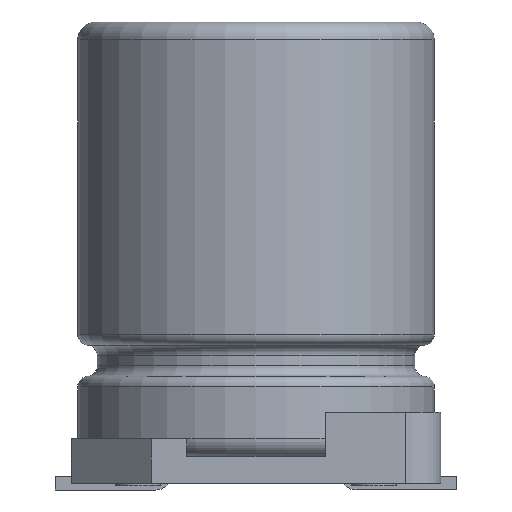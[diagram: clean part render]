
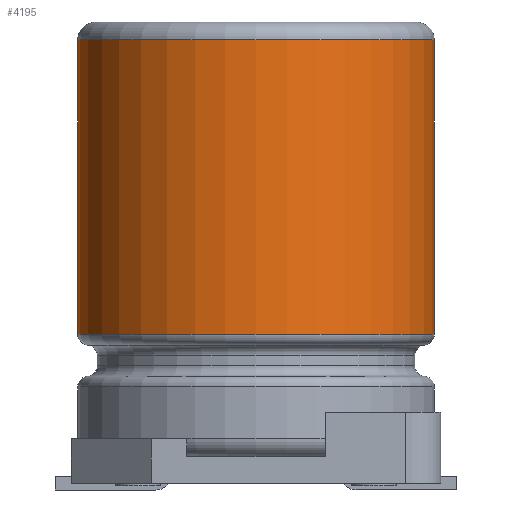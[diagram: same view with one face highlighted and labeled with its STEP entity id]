
A CAD part, front view. The second image highlights one B-rep face of the part: STEP entity #4195.
In plain terms, the highlighted cylindrical face has radius 4 mm (diameter 8 mm), a full revolution.
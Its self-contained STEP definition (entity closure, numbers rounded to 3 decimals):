
#146=CIRCLE('',#5874,4.);
#149=CIRCLE('',#5879,4.);
#199=CYLINDRICAL_SURFACE('',#5885,4.);
#857=ORIENTED_EDGE('',*,*,#1804,.T.);
#858=ORIENTED_EDGE('',*,*,#1801,.T.);
#1801=EDGE_CURVE('',#2303,#2303,#146,.T.);
#1804=EDGE_CURVE('',#2306,#2306,#149,.T.);
#2303=VERTEX_POINT('',#8544);
#2306=VERTEX_POINT('',#8552);
#3467=EDGE_LOOP('',(#857));
#3468=EDGE_LOOP('',(#858));
#3761=FACE_BOUND('',#3467,.T.);
#3762=FACE_BOUND('',#3468,.T.);
#4195=ADVANCED_FACE('',(#3761,#3762),#199,.T.);
#5874=AXIS2_PLACEMENT_3D('',#8543,#6671,#6672);
#5879=AXIS2_PLACEMENT_3D('',#8551,#6681,#6682);
#5885=AXIS2_PLACEMENT_3D('',#8568,#6694,#6695);
#6671=DIRECTION('',(0.,0.,-1.));
#6672=DIRECTION('',(0.,1.,0.));
#6681=DIRECTION('',(0.,0.,1.));
#6682=DIRECTION('',(0.,-1.,0.));
#6694=DIRECTION('',(0.,0.,-1.));
#6695=DIRECTION('',(0.,-1.,0.));
#8543=CARTESIAN_POINT('',(0.,0.,9.95));
#8544=CARTESIAN_POINT('',(0.,4.,9.95));
#8551=CARTESIAN_POINT('',(0.,0.,3.34));
#8552=CARTESIAN_POINT('',(0.,-4.,3.34));
#8568=CARTESIAN_POINT('',(0.,0.,10.5));
